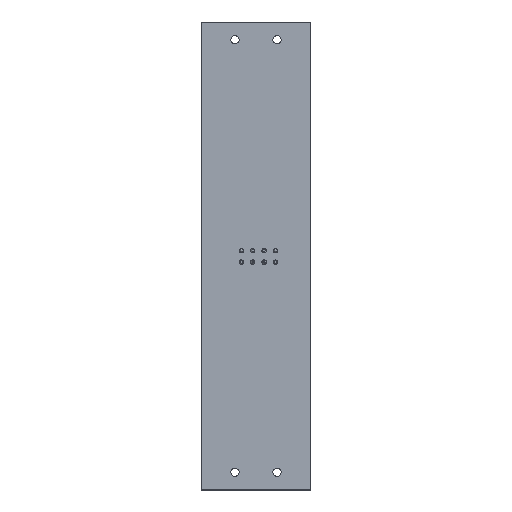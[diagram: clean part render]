
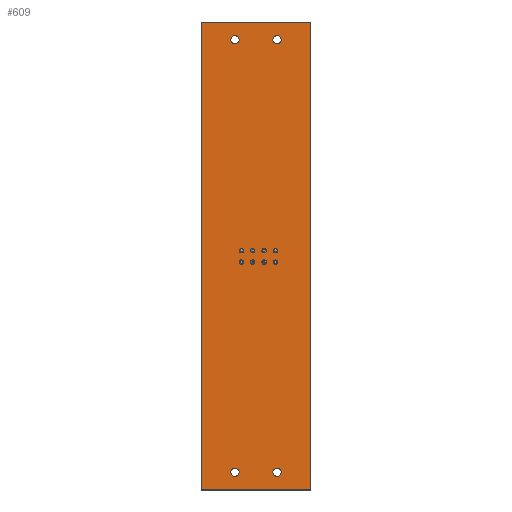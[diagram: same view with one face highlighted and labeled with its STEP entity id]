
A CAD part, top view. The second image highlights one B-rep face of the part: STEP entity #609.
In plain terms, the highlighted planar face has unit normal (0, 0, 1).
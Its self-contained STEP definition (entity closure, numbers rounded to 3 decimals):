
#94 = VERTEX_POINT('',#95);
#95 = CARTESIAN_POINT('',(124.32,-149.34,0.));
#112 = VERTEX_POINT('',#113);
#113 = CARTESIAN_POINT('',(148.64,-149.34,0.));
#119 = EDGE_CURVE('',#94,#112,#120,.T.);
#120 = LINE('',#121,#122);
#121 = CARTESIAN_POINT('',(124.32,-149.34,0.));
#122 = VECTOR('',#123,1.);
#123 = DIRECTION('',(1.,0.,0.));
#134 = VERTEX_POINT('',#135);
#135 = CARTESIAN_POINT('',(124.32,-45.01,0.));
#150 = EDGE_CURVE('',#134,#94,#151,.T.);
#151 = LINE('',#152,#153);
#152 = CARTESIAN_POINT('',(124.32,-45.01,0.));
#153 = VECTOR('',#154,1.);
#154 = DIRECTION('',(0.,-1.,0.));
#174 = VERTEX_POINT('',#175);
#175 = CARTESIAN_POINT('',(148.64,-45.01,0.));
#181 = EDGE_CURVE('',#112,#174,#182,.T.);
#182 = LINE('',#183,#184);
#183 = CARTESIAN_POINT('',(148.64,-149.34,0.));
#184 = VECTOR('',#185,1.);
#185 = DIRECTION('',(0.,1.,0.));
#203 = EDGE_CURVE('',#174,#134,#204,.T.);
#204 = LINE('',#205,#206);
#205 = CARTESIAN_POINT('',(148.64,-45.01,0.));
#206 = VECTOR('',#207,1.);
#207 = DIRECTION('',(-1.,0.,0.));
#218 = VERTEX_POINT('',#219);
#219 = CARTESIAN_POINT('',(136.25,-98.54,0.));
#235 = EDGE_CURVE('',#218,#218,#236,.T.);
#236 = CIRCLE('',#237,0.5);
#237 = AXIS2_PLACEMENT_3D('',#238,#239,#240);
#238 = CARTESIAN_POINT('',(135.75,-98.54,0.));
#239 = DIRECTION('',(0.,0.,1.));
#240 = DIRECTION('',(1.,0.,-0.));
#251 = VERTEX_POINT('',#252);
#252 = CARTESIAN_POINT('',(141.33,-98.54,0.));
#268 = EDGE_CURVE('',#251,#251,#269,.T.);
#269 = CIRCLE('',#270,0.5);
#270 = AXIS2_PLACEMENT_3D('',#271,#272,#273);
#271 = CARTESIAN_POINT('',(140.83,-98.54,0.));
#272 = DIRECTION('',(0.,0.,1.));
#273 = DIRECTION('',(1.,0.,-0.));
#284 = VERTEX_POINT('',#285);
#285 = CARTESIAN_POINT('',(138.79,-98.54,0.));
#301 = EDGE_CURVE('',#284,#284,#302,.T.);
#302 = CIRCLE('',#303,0.5);
#303 = AXIS2_PLACEMENT_3D('',#304,#305,#306);
#304 = CARTESIAN_POINT('',(138.29,-98.54,0.));
#305 = DIRECTION('',(0.,0.,1.));
#306 = DIRECTION('',(1.,0.,-0.));
#317 = VERTEX_POINT('',#318);
#318 = CARTESIAN_POINT('',(141.33,-96.,0.));
#334 = EDGE_CURVE('',#317,#317,#335,.T.);
#335 = CIRCLE('',#336,0.5);
#336 = AXIS2_PLACEMENT_3D('',#337,#338,#339);
#337 = CARTESIAN_POINT('',(140.83,-96.,0.));
#338 = DIRECTION('',(0.,0.,1.));
#339 = DIRECTION('',(1.,0.,-0.));
#350 = VERTEX_POINT('',#351);
#351 = CARTESIAN_POINT('',(138.79,-96.,0.));
#367 = EDGE_CURVE('',#350,#350,#368,.T.);
#368 = CIRCLE('',#369,0.5);
#369 = AXIS2_PLACEMENT_3D('',#370,#371,#372);
#370 = CARTESIAN_POINT('',(138.29,-96.,0.));
#371 = DIRECTION('',(0.,0.,1.));
#372 = DIRECTION('',(1.,0.,-0.));
#383 = VERTEX_POINT('',#384);
#384 = CARTESIAN_POINT('',(136.25,-96.,0.));
#400 = EDGE_CURVE('',#383,#383,#401,.T.);
#401 = CIRCLE('',#402,0.5);
#402 = AXIS2_PLACEMENT_3D('',#403,#404,#405);
#403 = CARTESIAN_POINT('',(135.75,-96.,0.));
#404 = DIRECTION('',(0.,0.,1.));
#405 = DIRECTION('',(1.,0.,-0.));
#416 = VERTEX_POINT('',#417);
#417 = CARTESIAN_POINT('',(142.105,-48.98,0.));
#433 = EDGE_CURVE('',#416,#416,#434,.T.);
#434 = CIRCLE('',#435,0.925);
#435 = AXIS2_PLACEMENT_3D('',#436,#437,#438);
#436 = CARTESIAN_POINT('',(141.18,-48.98,0.));
#437 = DIRECTION('',(0.,0.,1.));
#438 = DIRECTION('',(1.,0.,-0.));
#449 = VERTEX_POINT('',#450);
#450 = CARTESIAN_POINT('',(133.71,-96.,0.));
#466 = EDGE_CURVE('',#449,#449,#467,.T.);
#467 = CIRCLE('',#468,0.5);
#468 = AXIS2_PLACEMENT_3D('',#469,#470,#471);
#469 = CARTESIAN_POINT('',(133.21,-96.,0.));
#470 = DIRECTION('',(0.,0.,1.));
#471 = DIRECTION('',(1.,0.,-0.));
#482 = VERTEX_POINT('',#483);
#483 = CARTESIAN_POINT('',(133.71,-98.54,0.));
#499 = EDGE_CURVE('',#482,#482,#500,.T.);
#500 = CIRCLE('',#501,0.5);
#501 = AXIS2_PLACEMENT_3D('',#502,#503,#504);
#502 = CARTESIAN_POINT('',(133.21,-98.54,0.));
#503 = DIRECTION('',(0.,0.,1.));
#504 = DIRECTION('',(1.,0.,-0.));
#515 = VERTEX_POINT('',#516);
#516 = CARTESIAN_POINT('',(132.705,-48.98,0.));
#532 = EDGE_CURVE('',#515,#515,#533,.T.);
#533 = CIRCLE('',#534,0.925);
#534 = AXIS2_PLACEMENT_3D('',#535,#536,#537);
#535 = CARTESIAN_POINT('',(131.78,-48.98,0.));
#536 = DIRECTION('',(0.,0.,1.));
#537 = DIRECTION('',(1.,0.,-0.));
#548 = VERTEX_POINT('',#549);
#549 = CARTESIAN_POINT('',(132.705,-145.37,0.));
#565 = EDGE_CURVE('',#548,#548,#566,.T.);
#566 = CIRCLE('',#567,0.925);
#567 = AXIS2_PLACEMENT_3D('',#568,#569,#570);
#568 = CARTESIAN_POINT('',(131.78,-145.37,0.));
#569 = DIRECTION('',(0.,0.,1.));
#570 = DIRECTION('',(1.,0.,-0.));
#581 = VERTEX_POINT('',#582);
#582 = CARTESIAN_POINT('',(142.105,-145.37,0.));
#598 = EDGE_CURVE('',#581,#581,#599,.T.);
#599 = CIRCLE('',#600,0.925);
#600 = AXIS2_PLACEMENT_3D('',#601,#602,#603);
#601 = CARTESIAN_POINT('',(141.18,-145.37,0.));
#602 = DIRECTION('',(0.,0.,1.));
#603 = DIRECTION('',(1.,0.,-0.));
#609 = ADVANCED_FACE('',(#610,#616,#619,#622,#625,#628,#631,#634,#637,
    #640,#643,#646,#649),#652,.T.);
#610 = FACE_BOUND('',#611,.T.);
#611 = EDGE_LOOP('',(#612,#613,#614,#615));
#612 = ORIENTED_EDGE('',*,*,#119,.T.);
#613 = ORIENTED_EDGE('',*,*,#181,.T.);
#614 = ORIENTED_EDGE('',*,*,#203,.T.);
#615 = ORIENTED_EDGE('',*,*,#150,.T.);
#616 = FACE_BOUND('',#617,.T.);
#617 = EDGE_LOOP('',(#618));
#618 = ORIENTED_EDGE('',*,*,#235,.F.);
#619 = FACE_BOUND('',#620,.T.);
#620 = EDGE_LOOP('',(#621));
#621 = ORIENTED_EDGE('',*,*,#268,.F.);
#622 = FACE_BOUND('',#623,.T.);
#623 = EDGE_LOOP('',(#624));
#624 = ORIENTED_EDGE('',*,*,#301,.F.);
#625 = FACE_BOUND('',#626,.T.);
#626 = EDGE_LOOP('',(#627));
#627 = ORIENTED_EDGE('',*,*,#334,.F.);
#628 = FACE_BOUND('',#629,.T.);
#629 = EDGE_LOOP('',(#630));
#630 = ORIENTED_EDGE('',*,*,#367,.F.);
#631 = FACE_BOUND('',#632,.T.);
#632 = EDGE_LOOP('',(#633));
#633 = ORIENTED_EDGE('',*,*,#400,.F.);
#634 = FACE_BOUND('',#635,.T.);
#635 = EDGE_LOOP('',(#636));
#636 = ORIENTED_EDGE('',*,*,#433,.F.);
#637 = FACE_BOUND('',#638,.T.);
#638 = EDGE_LOOP('',(#639));
#639 = ORIENTED_EDGE('',*,*,#466,.F.);
#640 = FACE_BOUND('',#641,.T.);
#641 = EDGE_LOOP('',(#642));
#642 = ORIENTED_EDGE('',*,*,#499,.F.);
#643 = FACE_BOUND('',#644,.T.);
#644 = EDGE_LOOP('',(#645));
#645 = ORIENTED_EDGE('',*,*,#532,.F.);
#646 = FACE_BOUND('',#647,.T.);
#647 = EDGE_LOOP('',(#648));
#648 = ORIENTED_EDGE('',*,*,#565,.F.);
#649 = FACE_BOUND('',#650,.T.);
#650 = EDGE_LOOP('',(#651));
#651 = ORIENTED_EDGE('',*,*,#598,.F.);
#652 = PLANE('',#653);
#653 = AXIS2_PLACEMENT_3D('',#654,#655,#656);
#654 = CARTESIAN_POINT('',(136.48,-97.175,0.));
#655 = DIRECTION('',(0.,0.,1.));
#656 = DIRECTION('',(1.,0.,0.));
